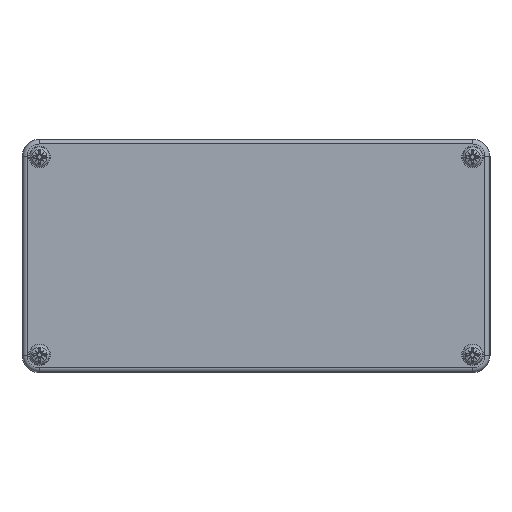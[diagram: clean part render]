
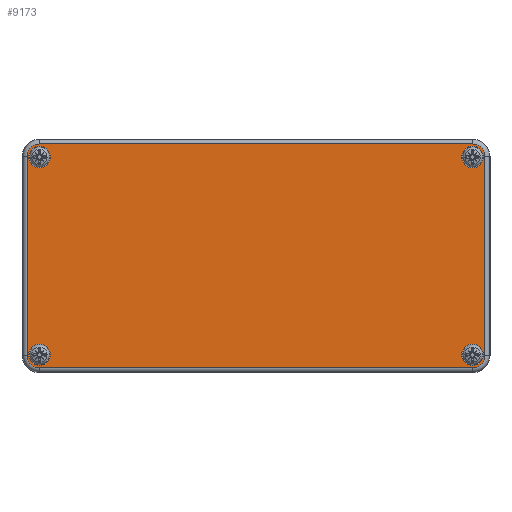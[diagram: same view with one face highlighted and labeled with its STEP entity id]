
A CAD part, top view. The second image highlights one B-rep face of the part: STEP entity #9173.
In plain terms, the highlighted face is planar.
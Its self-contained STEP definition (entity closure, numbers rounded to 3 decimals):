
#8752=CARTESIAN_POINT('',(-74.5,-38.514,-15.0));
#8753=VERTEX_POINT('',#8752);
#8761=CARTESIAN_POINT('',(74.5,-38.514,-15.0));
#8762=VERTEX_POINT('',#8761);
#8763=CARTESIAN_POINT('',(-74.5,-38.514,-15.0));
#8764=DIRECTION('',(1.0,0.0,0.0));
#8765=VECTOR('',#8764,149.);
#8766=LINE('',#8763,#8765);
#8767=EDGE_CURVE('',#8753,#8762,#8766,.T.);
#8794=CARTESIAN_POINT('',(-78.764,-34.25,-15.0));
#8795=VERTEX_POINT('',#8794);
#8803=CARTESIAN_POINT('',(-74.5,-34.25,-15.0));
#8804=DIRECTION('',(0.0,0.0,1.0));
#8805=DIRECTION('',(-0.707,-0.707,0.0));
#8806=AXIS2_PLACEMENT_3D('',#8803,#8804,#8805);
#8807=CIRCLE('',#8806,4.264);
#8808=EDGE_CURVE('',#8795,#8753,#8807,.T.);
#8826=CARTESIAN_POINT('',(78.764,-34.25,-15.0));
#8827=VERTEX_POINT('',#8826);
#8845=CARTESIAN_POINT('',(74.5,-34.25,-15.0));
#8846=DIRECTION('',(0.0,0.0,1.0));
#8847=DIRECTION('',(0.707,-0.707,0.0));
#8848=AXIS2_PLACEMENT_3D('',#8845,#8846,#8847);
#8849=CIRCLE('',#8848,4.264);
#8850=EDGE_CURVE('',#8762,#8827,#8849,.T.);
#8862=CARTESIAN_POINT('',(-78.764,34.25,-15.0));
#8863=VERTEX_POINT('',#8862);
#8871=CARTESIAN_POINT('',(-78.764,34.25,-15.0));
#8872=DIRECTION('',(0.0,-1.0,0.0));
#8873=VECTOR('',#8872,68.5);
#8874=LINE('',#8871,#8873);
#8875=EDGE_CURVE('',#8863,#8795,#8874,.T.);
#8892=CARTESIAN_POINT('',(78.764,34.25,-15.0));
#8893=VERTEX_POINT('',#8892);
#8910=CARTESIAN_POINT('',(78.764,-34.25,-15.0));
#8911=DIRECTION('',(0.0,1.0,0.0));
#8912=VECTOR('',#8911,68.5);
#8913=LINE('',#8910,#8912);
#8914=EDGE_CURVE('',#8827,#8893,#8913,.T.);
#8926=CARTESIAN_POINT('',(-74.5,38.514,-15.0));
#8927=VERTEX_POINT('',#8926);
#8935=CARTESIAN_POINT('',(-74.5,34.25,-15.0));
#8936=DIRECTION('',(0.0,0.0,1.0));
#8937=DIRECTION('',(-0.707,0.707,0.0));
#8938=AXIS2_PLACEMENT_3D('',#8935,#8936,#8937);
#8939=CIRCLE('',#8938,4.264);
#8940=EDGE_CURVE('',#8927,#8863,#8939,.T.);
#8958=CARTESIAN_POINT('',(74.5,38.514,-15.0));
#8959=VERTEX_POINT('',#8958);
#8977=CARTESIAN_POINT('',(74.5,34.25,-15.0));
#8978=DIRECTION('',(0.0,0.0,1.0));
#8979=DIRECTION('',(0.707,0.707,0.0));
#8980=AXIS2_PLACEMENT_3D('',#8977,#8978,#8979);
#8981=CIRCLE('',#8980,4.264);
#8982=EDGE_CURVE('',#8893,#8959,#8981,.T.);
#9000=CARTESIAN_POINT('',(74.5,38.514,-15.0));
#9001=DIRECTION('',(-1.0,0.0,0.0));
#9002=VECTOR('',#9001,149.);
#9003=LINE('',#9000,#9002);
#9004=EDGE_CURVE('',#8959,#8927,#9003,.T.);
#9114=CARTESIAN_POINT('',(0.,0.,-15.0));
#9115=DIRECTION('',(0.0,0.0,1.0));
#9116=DIRECTION('',(1.0,0.0,0.0));
#9117=AXIS2_PLACEMENT_3D('',#9114,#9115,#9116);
#9118=PLANE('',#9117);
#9119=ORIENTED_EDGE('',*,*,#8767,.F.);
#9120=ORIENTED_EDGE('',*,*,#8808,.F.);
#9121=ORIENTED_EDGE('',*,*,#8875,.F.);
#9122=ORIENTED_EDGE('',*,*,#8940,.F.);
#9123=ORIENTED_EDGE('',*,*,#9004,.F.);
#9124=ORIENTED_EDGE('',*,*,#8982,.F.);
#9125=ORIENTED_EDGE('',*,*,#8914,.F.);
#9126=ORIENTED_EDGE('',*,*,#8850,.F.);
#9127=EDGE_LOOP('',(#9119,#9120,#9121,#9122,#9123,#9124,#9125,#9126));
#9128=FACE_OUTER_BOUND('',#9127,.T.);
#9129=CARTESIAN_POINT('',(-78.2,-34.,-15.0));
#9130=VERTEX_POINT('',#9129);
#9131=CARTESIAN_POINT('',(-74.5,-34.,-15.0));
#9132=DIRECTION('',(0.0,0.0,1.0));
#9133=DIRECTION('',(1.0,0.0,0.0));
#9134=AXIS2_PLACEMENT_3D('',#9131,#9132,#9133);
#9135=CIRCLE('',#9134,3.7);
#9136=EDGE_CURVE('',#9130,#9130,#9135,.T.);
#9137=ORIENTED_EDGE('',*,*,#9136,.T.);
#9138=EDGE_LOOP('',(#9137));
#9139=FACE_BOUND('',#9138,.T.);
#9140=CARTESIAN_POINT('',(-78.2,34.,-15.0));
#9141=VERTEX_POINT('',#9140);
#9142=CARTESIAN_POINT('',(-74.5,34.,-15.0));
#9143=DIRECTION('',(0.0,0.0,1.0));
#9144=DIRECTION('',(1.0,0.0,0.0));
#9145=AXIS2_PLACEMENT_3D('',#9142,#9143,#9144);
#9146=CIRCLE('',#9145,3.7);
#9147=EDGE_CURVE('',#9141,#9141,#9146,.T.);
#9148=ORIENTED_EDGE('',*,*,#9147,.T.);
#9149=EDGE_LOOP('',(#9148));
#9150=FACE_BOUND('',#9149,.T.);
#9151=CARTESIAN_POINT('',(70.8,34.,-15.0));
#9152=VERTEX_POINT('',#9151);
#9153=CARTESIAN_POINT('',(74.5,34.,-15.0));
#9154=DIRECTION('',(0.0,0.0,1.0));
#9155=DIRECTION('',(1.0,0.0,0.0));
#9156=AXIS2_PLACEMENT_3D('',#9153,#9154,#9155);
#9157=CIRCLE('',#9156,3.7);
#9158=EDGE_CURVE('',#9152,#9152,#9157,.T.);
#9159=ORIENTED_EDGE('',*,*,#9158,.T.);
#9160=EDGE_LOOP('',(#9159));
#9161=FACE_BOUND('',#9160,.T.);
#9162=CARTESIAN_POINT('',(70.8,-34.,-15.0));
#9163=VERTEX_POINT('',#9162);
#9164=CARTESIAN_POINT('',(74.5,-34.,-15.0));
#9165=DIRECTION('',(0.0,0.0,1.0));
#9166=DIRECTION('',(1.0,0.0,0.0));
#9167=AXIS2_PLACEMENT_3D('',#9164,#9165,#9166);
#9168=CIRCLE('',#9167,3.7);
#9169=EDGE_CURVE('',#9163,#9163,#9168,.T.);
#9170=ORIENTED_EDGE('',*,*,#9169,.T.);
#9171=EDGE_LOOP('',(#9170));
#9172=FACE_BOUND('',#9171,.T.);
#9173=ADVANCED_FACE('',(#9128,#9139,#9150,#9161,#9172),#9118,.F.);
